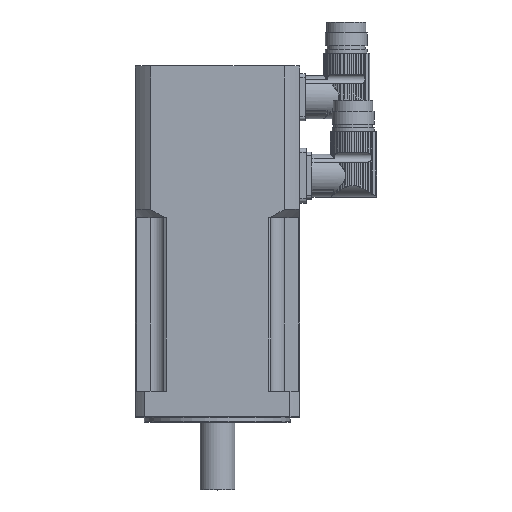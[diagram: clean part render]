
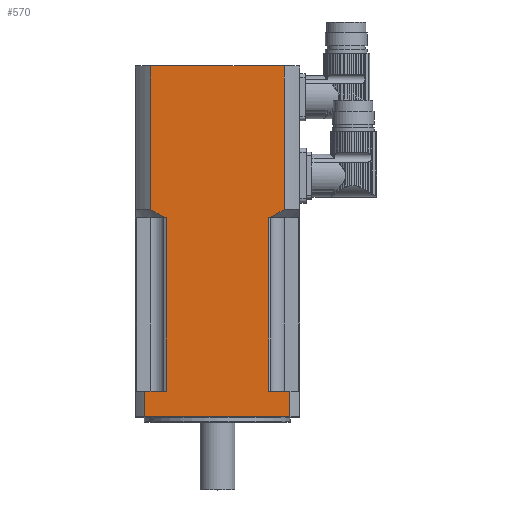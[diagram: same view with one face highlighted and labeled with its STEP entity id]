
A CAD part, top view. The second image highlights one B-rep face of the part: STEP entity #570.
In plain terms, the highlighted planar face has unit normal (0, 0, 1).
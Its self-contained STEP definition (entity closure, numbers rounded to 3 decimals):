
#570=ADVANCED_FACE('',(#866),#811,.T.);
#811=PLANE('',#4405);
#866=FACE_OUTER_BOUND('',#1091,.T.);
#1091=EDGE_LOOP('',(#1566,#1567,#1568,#1569,#1570,#1571,#1572,#1573,#1574,
#1575,#1576,#1577,#1578,#1579));
#1373=B_SPLINE_CURVE_WITH_KNOTS('',3,(#6228,#6229,#6230,#6231),.UNSPECIFIED.,
.F.,.F.,(4,4),(0.,1.),.UNSPECIFIED.);
#1374=B_SPLINE_CURVE_WITH_KNOTS('',3,(#6251,#6252,#6253,#6254),.UNSPECIFIED.,
.F.,.F.,(4,4),(0.,1.),.UNSPECIFIED.);
#1566=ORIENTED_EDGE('',*,*,#3292,.T.);
#1567=ORIENTED_EDGE('',*,*,#3293,.T.);
#1568=ORIENTED_EDGE('',*,*,#3294,.T.);
#1569=ORIENTED_EDGE('',*,*,#3295,.F.);
#1570=ORIENTED_EDGE('',*,*,#3296,.T.);
#1571=ORIENTED_EDGE('',*,*,#3297,.F.);
#1572=ORIENTED_EDGE('',*,*,#3298,.F.);
#1573=ORIENTED_EDGE('',*,*,#3299,.F.);
#1574=ORIENTED_EDGE('',*,*,#3300,.T.);
#1575=ORIENTED_EDGE('',*,*,#3301,.F.);
#1576=ORIENTED_EDGE('',*,*,#3302,.T.);
#1577=ORIENTED_EDGE('',*,*,#3303,.T.);
#1578=ORIENTED_EDGE('',*,*,#3304,.T.);
#1579=ORIENTED_EDGE('',*,*,#3305,.F.);
#2852=VERTEX_POINT('',#6226);
#2853=VERTEX_POINT('',#6227);
#2854=VERTEX_POINT('',#6232);
#2855=VERTEX_POINT('',#6234);
#2856=VERTEX_POINT('',#6236);
#2857=VERTEX_POINT('',#6238);
#2858=VERTEX_POINT('',#6240);
#2859=VERTEX_POINT('',#6242);
#2860=VERTEX_POINT('',#6244);
#2861=VERTEX_POINT('',#6246);
#2862=VERTEX_POINT('',#6248);
#2863=VERTEX_POINT('',#6250);
#2864=VERTEX_POINT('',#6255);
#2865=VERTEX_POINT('',#6257);
#3292=EDGE_CURVE('',#2852,#2853,#3924,.T.);
#3293=EDGE_CURVE('',#2853,#2854,#1373,.T.);
#3294=EDGE_CURVE('',#2854,#2855,#3925,.T.);
#3295=EDGE_CURVE('',#2856,#2855,#3926,.T.);
#3296=EDGE_CURVE('',#2856,#2857,#3927,.T.);
#3297=EDGE_CURVE('',#2858,#2857,#3928,.T.);
#3298=EDGE_CURVE('',#2859,#2858,#3929,.T.);
#3299=EDGE_CURVE('',#2860,#2859,#3930,.T.);
#3300=EDGE_CURVE('',#2860,#2861,#3931,.T.);
#3301=EDGE_CURVE('',#2862,#2861,#3932,.T.);
#3302=EDGE_CURVE('',#2862,#2863,#3933,.T.);
#3303=EDGE_CURVE('',#2863,#2864,#1374,.T.);
#3304=EDGE_CURVE('',#2864,#2865,#3934,.T.);
#3305=EDGE_CURVE('',#2852,#2865,#3935,.T.);
#3924=LINE('',#6225,#4180);
#3925=LINE('',#6233,#4181);
#3926=LINE('',#6235,#4182);
#3927=LINE('',#6237,#4183);
#3928=LINE('',#6239,#4184);
#3929=LINE('',#6241,#4185);
#3930=LINE('',#6243,#4186);
#3931=LINE('',#6245,#4187);
#3932=LINE('',#6247,#4188);
#3933=LINE('',#6249,#4189);
#3934=LINE('',#6256,#4190);
#3935=LINE('',#6258,#4191);
#4180=VECTOR('',#4937,1.);
#4181=VECTOR('',#4938,1.);
#4182=VECTOR('',#4939,1.);
#4183=VECTOR('',#4940,1.);
#4184=VECTOR('',#4941,1.);
#4185=VECTOR('',#4942,1.);
#4186=VECTOR('',#4943,1.);
#4187=VECTOR('',#4944,1.);
#4188=VECTOR('',#4945,1.);
#4189=VECTOR('',#4946,1.);
#4190=VECTOR('',#4947,1.);
#4191=VECTOR('',#4948,1.);
#4405=AXIS2_PLACEMENT_3D('',#6259,#4949,#4950);
#4937=DIRECTION('',(0.,-1.,0.));
#4938=DIRECTION('',(1.,0.,0.));
#4939=DIRECTION('',(0.,1.,0.));
#4940=DIRECTION('',(-1.,0.,0.));
#4941=DIRECTION('',(0.,1.,0.));
#4942=DIRECTION('',(-1.,0.,0.));
#4943=DIRECTION('',(0.,-1.,0.));
#4944=DIRECTION('',(-1.,0.,0.));
#4945=DIRECTION('',(0.,-1.,0.));
#4946=DIRECTION('',(1.,0.,0.));
#4947=DIRECTION('',(0.,1.,0.));
#4948=DIRECTION('',(1.,0.,0.));
#4949=DIRECTION('',(0.,0.,1.));
#4950=DIRECTION('',(1.,0.,0.));
#6225=CARTESIAN_POINT('',(-26.592,106.,55.));
#6226=CARTESIAN_POINT('',(-26.592,191.5,55.));
#6227=CARTESIAN_POINT('',(-26.592,113.,55.));
#6228=CARTESIAN_POINT('',(-26.592,113.,55.));
#6229=CARTESIAN_POINT('',(-24.087,111.42,55.));
#6230=CARTESIAN_POINT('',(-21.541,109.909,55.));
#6231=CARTESIAN_POINT('',(-18.935,108.5,55.));
#6232=CARTESIAN_POINT('',(-18.935,108.5,55.));
#6233=CARTESIAN_POINT('',(-35.,108.5,55.));
#6234=CARTESIAN_POINT('',(-18.,108.5,55.));
#6235=CARTESIAN_POINT('',(-18.,108.5,55.));
#6236=CARTESIAN_POINT('',(-18.,13.5,55.));
#6237=CARTESIAN_POINT('',(10.,13.5,55.));
#6238=CARTESIAN_POINT('',(-29.686,13.5,55.));
#6239=CARTESIAN_POINT('',(-29.686,-0.5,55.));
#6240=CARTESIAN_POINT('',(-29.686,-0.5,55.));
#6241=CARTESIAN_POINT('',(10.,-0.5,55.));
#6242=CARTESIAN_POINT('',(49.686,-0.5,55.));
#6243=CARTESIAN_POINT('',(49.686,-0.5,55.));
#6244=CARTESIAN_POINT('',(49.686,13.5,55.));
#6245=CARTESIAN_POINT('',(10.,13.5,55.));
#6246=CARTESIAN_POINT('',(38.,13.5,55.));
#6247=CARTESIAN_POINT('',(38.,108.5,55.));
#6248=CARTESIAN_POINT('',(38.,108.5,55.));
#6249=CARTESIAN_POINT('',(-35.,108.5,55.));
#6250=CARTESIAN_POINT('',(38.935,108.5,55.));
#6251=CARTESIAN_POINT('',(38.935,108.5,55.));
#6252=CARTESIAN_POINT('',(41.541,109.909,55.));
#6253=CARTESIAN_POINT('',(44.087,111.42,55.));
#6254=CARTESIAN_POINT('',(46.592,113.,55.));
#6255=CARTESIAN_POINT('',(46.592,113.,55.));
#6256=CARTESIAN_POINT('',(46.592,106.,55.));
#6257=CARTESIAN_POINT('',(46.592,191.5,55.));
#6258=CARTESIAN_POINT('',(-35.,191.5,55.));
#6259=CARTESIAN_POINT('',(10.,54.,55.));
